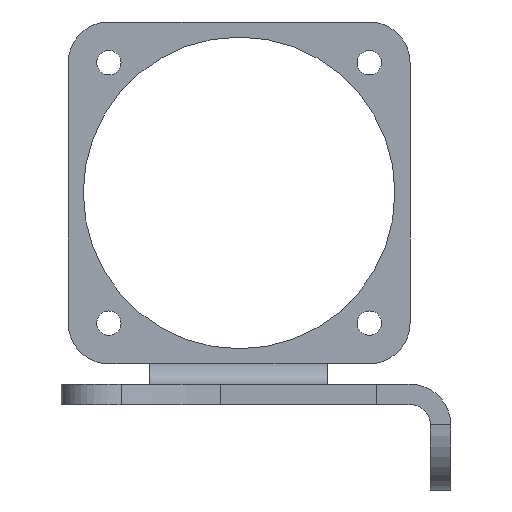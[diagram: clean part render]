
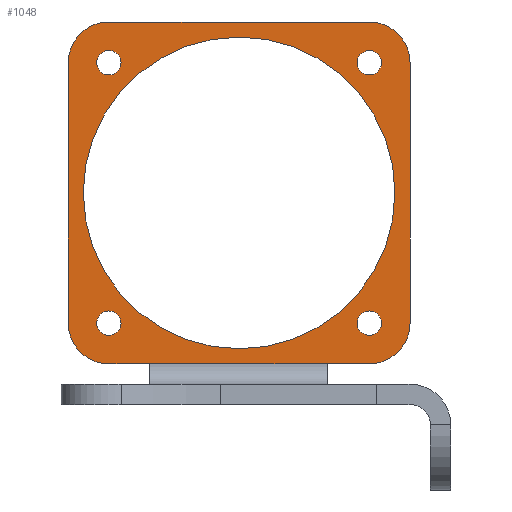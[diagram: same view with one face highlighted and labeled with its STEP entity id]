
A CAD part, front view. The second image highlights one B-rep face of the part: STEP entity #1048.
In plain terms, the highlighted planar face has unit normal (0, -1, 0).
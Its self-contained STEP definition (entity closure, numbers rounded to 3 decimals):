
#46=FACE_BOUND('',#160,.T.);
#47=FACE_BOUND('',#161,.T.);
#48=FACE_BOUND('',#162,.T.);
#49=FACE_BOUND('',#163,.T.);
#50=FACE_BOUND('',#164,.T.);
#71=PLANE('',#1136);
#97=FACE_OUTER_BOUND('',#159,.T.);
#159=EDGE_LOOP('',(#754,#755,#756,#757,#758,#759,#760,#761,#762,#763));
#160=EDGE_LOOP('',(#764));
#161=EDGE_LOOP('',(#765));
#162=EDGE_LOOP('',(#766));
#163=EDGE_LOOP('',(#767));
#164=EDGE_LOOP('',(#768));
#235=LINE('',#1600,#310);
#243=LINE('',#1625,#318);
#245=LINE('',#1628,#320);
#246=LINE('',#1633,#321);
#247=LINE('',#1635,#322);
#248=LINE('',#1637,#323);
#310=VECTOR('',#1282,3.6);
#318=VECTOR('',#1304,3.6);
#320=VECTOR('',#1308,10.);
#321=VECTOR('',#1313,10.);
#322=VECTOR('',#1314,10.);
#323=VECTOR('',#1315,10.);
#377=CIRCLE('',#1111,1.5);
#379=CIRCLE('',#1114,1.5);
#381=CIRCLE('',#1117,19.146);
#383=CIRCLE('',#1120,1.5);
#385=CIRCLE('',#1123,1.5);
#386=CIRCLE('',#1125,5.);
#391=CIRCLE('',#1133,5.);
#392=CIRCLE('',#1137,5.);
#393=CIRCLE('',#1138,5.);
#445=VERTEX_POINT('',#1559);
#447=VERTEX_POINT('',#1565);
#449=VERTEX_POINT('',#1571);
#451=VERTEX_POINT('',#1577);
#453=VERTEX_POINT('',#1583);
#454=VERTEX_POINT('',#1587);
#455=VERTEX_POINT('',#1588);
#459=VERTEX_POINT('',#1598);
#467=VERTEX_POINT('',#1618);
#468=VERTEX_POINT('',#1620);
#469=VERTEX_POINT('',#1624);
#470=VERTEX_POINT('',#1630);
#471=VERTEX_POINT('',#1632);
#472=VERTEX_POINT('',#1634);
#473=VERTEX_POINT('',#1636);
#546=EDGE_CURVE('',#445,#445,#377,.T.);
#549=EDGE_CURVE('',#447,#447,#379,.T.);
#552=EDGE_CURVE('',#449,#449,#381,.T.);
#555=EDGE_CURVE('',#451,#451,#383,.T.);
#558=EDGE_CURVE('',#453,#453,#385,.T.);
#559=EDGE_CURVE('',#454,#455,#386,.T.);
#565=EDGE_CURVE('',#454,#459,#235,.T.);
#575=EDGE_CURVE('',#467,#468,#391,.T.);
#577=EDGE_CURVE('',#468,#469,#243,.T.);
#579=EDGE_CURVE('',#455,#467,#245,.T.);
#580=EDGE_CURVE('',#470,#459,#392,.T.);
#581=EDGE_CURVE('',#470,#471,#246,.T.);
#582=EDGE_CURVE('',#471,#472,#247,.T.);
#583=EDGE_CURVE('',#472,#473,#248,.T.);
#584=EDGE_CURVE('',#469,#473,#393,.T.);
#754=ORIENTED_EDGE('',*,*,#559,.F.);
#755=ORIENTED_EDGE('',*,*,#565,.T.);
#756=ORIENTED_EDGE('',*,*,#580,.F.);
#757=ORIENTED_EDGE('',*,*,#581,.T.);
#758=ORIENTED_EDGE('',*,*,#582,.T.);
#759=ORIENTED_EDGE('',*,*,#583,.T.);
#760=ORIENTED_EDGE('',*,*,#584,.F.);
#761=ORIENTED_EDGE('',*,*,#577,.F.);
#762=ORIENTED_EDGE('',*,*,#575,.F.);
#763=ORIENTED_EDGE('',*,*,#579,.F.);
#764=ORIENTED_EDGE('',*,*,#546,.T.);
#765=ORIENTED_EDGE('',*,*,#549,.T.);
#766=ORIENTED_EDGE('',*,*,#552,.T.);
#767=ORIENTED_EDGE('',*,*,#555,.T.);
#768=ORIENTED_EDGE('',*,*,#558,.T.);
#1048=ADVANCED_FACE('',(#97,#46,#47,#48,#49,#50),#71,.F.);
#1111=AXIS2_PLACEMENT_3D('',#1561,#1240,#1241);
#1114=AXIS2_PLACEMENT_3D('',#1567,#1247,#1248);
#1117=AXIS2_PLACEMENT_3D('',#1573,#1254,#1255);
#1120=AXIS2_PLACEMENT_3D('',#1579,#1261,#1262);
#1123=AXIS2_PLACEMENT_3D('',#1585,#1268,#1269);
#1125=AXIS2_PLACEMENT_3D('',#1589,#1272,#1273);
#1133=AXIS2_PLACEMENT_3D('',#1621,#1299,#1300);
#1136=AXIS2_PLACEMENT_3D('',#1629,#1309,#1310);
#1137=AXIS2_PLACEMENT_3D('',#1631,#1311,#1312);
#1138=AXIS2_PLACEMENT_3D('',#1638,#1316,#1317);
#1240=DIRECTION('center_axis',(0.,1.,0.));
#1241=DIRECTION('ref_axis',(-1.,0.,0.));
#1247=DIRECTION('center_axis',(0.,1.,0.));
#1248=DIRECTION('ref_axis',(-1.,0.,0.));
#1254=DIRECTION('center_axis',(0.,1.,0.));
#1255=DIRECTION('ref_axis',(-1.,0.,0.));
#1261=DIRECTION('center_axis',(0.,1.,0.));
#1262=DIRECTION('ref_axis',(-1.,0.,0.));
#1268=DIRECTION('center_axis',(0.,1.,0.));
#1269=DIRECTION('ref_axis',(-1.,0.,0.));
#1272=DIRECTION('center_axis',(0.,1.,0.));
#1273=DIRECTION('ref_axis',(-0.707,0.,0.707));
#1282=DIRECTION('',(0.,0.,-1.));
#1299=DIRECTION('center_axis',(0.,1.,0.));
#1300=DIRECTION('ref_axis',(0.707,0.,0.707));
#1304=DIRECTION('',(0.,0.,-1.));
#1308=DIRECTION('',(1.,0.,0.));
#1309=DIRECTION('center_axis',(0.,1.,0.));
#1310=DIRECTION('ref_axis',(-1.,0.,0.));
#1311=DIRECTION('center_axis',(0.,1.,0.));
#1312=DIRECTION('ref_axis',(-0.707,0.,-0.707));
#1313=DIRECTION('',(1.,0.,0.));
#1314=DIRECTION('',(1.,0.,0.));
#1315=DIRECTION('',(1.,0.,0.));
#1316=DIRECTION('center_axis',(0.,1.,0.));
#1317=DIRECTION('ref_axis',(0.707,0.,-0.707));
#1559=CARTESIAN_POINT('',(4.5,66.75,15.));
#1561=CARTESIAN_POINT('Origin',(3.,66.75,15.));
#1565=CARTESIAN_POINT('',(4.5,66.75,47.));
#1567=CARTESIAN_POINT('Origin',(3.,66.75,47.));
#1571=CARTESIAN_POINT('',(38.146,66.75,31.));
#1573=CARTESIAN_POINT('Origin',(19.,66.75,31.));
#1577=CARTESIAN_POINT('',(36.5,66.75,47.));
#1579=CARTESIAN_POINT('Origin',(35.,66.75,47.));
#1583=CARTESIAN_POINT('',(36.5,66.75,15.));
#1585=CARTESIAN_POINT('Origin',(35.,66.75,15.));
#1587=CARTESIAN_POINT('',(-2.,66.75,47.));
#1588=CARTESIAN_POINT('',(3.,66.75,52.));
#1589=CARTESIAN_POINT('Origin',(3.,66.75,47.));
#1598=CARTESIAN_POINT('',(-2.,66.75,15.));
#1600=CARTESIAN_POINT('',(-2.,66.75,-1.31));
#1618=CARTESIAN_POINT('',(35.,66.75,52.));
#1620=CARTESIAN_POINT('',(40.,66.75,47.));
#1621=CARTESIAN_POINT('Origin',(35.,66.75,47.));
#1624=CARTESIAN_POINT('',(40.,66.75,15.));
#1625=CARTESIAN_POINT('',(40.,66.75,-1.31));
#1628=CARTESIAN_POINT('',(40.,66.75,52.));
#1629=CARTESIAN_POINT('Origin',(19.,66.75,26.673));
#1630=CARTESIAN_POINT('',(3.,66.75,10.));
#1631=CARTESIAN_POINT('Origin',(3.,66.75,15.));
#1632=CARTESIAN_POINT('',(8.,66.75,10.));
#1633=CARTESIAN_POINT('',(19.,66.75,10.));
#1634=CARTESIAN_POINT('',(29.822,66.75,10.));
#1635=CARTESIAN_POINT('',(19.,66.75,10.));
#1636=CARTESIAN_POINT('',(35.,66.75,10.));
#1637=CARTESIAN_POINT('',(19.,66.75,10.));
#1638=CARTESIAN_POINT('Origin',(35.,66.75,15.));
